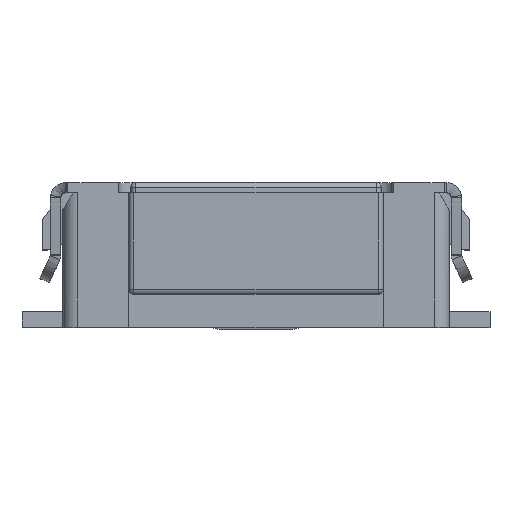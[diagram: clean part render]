
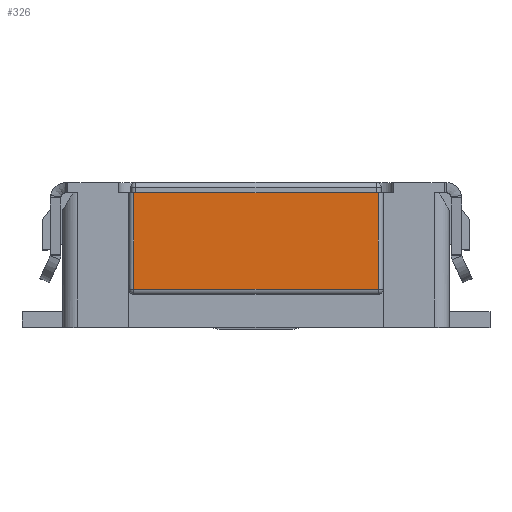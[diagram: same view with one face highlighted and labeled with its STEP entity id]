
A CAD part, top view. The second image highlights one B-rep face of the part: STEP entity #326.
In plain terms, the highlighted planar face has unit normal (0, -0.018, 1).
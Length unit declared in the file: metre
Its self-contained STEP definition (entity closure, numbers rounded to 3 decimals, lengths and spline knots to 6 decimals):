
#326 = ADVANCED_FACE( '', ( #972 ), #973, .T. );
#972 = FACE_OUTER_BOUND( '', #2143, .T. );
#973 = PLANE( '', #2144 );
#2143 = EDGE_LOOP( '', ( #4702, #4703, #4704, #4705 ) );
#2144 = AXIS2_PLACEMENT_3D( '', #4706, #4707, #4708 );
#4702 = ORIENTED_EDGE( '', *, *, #5873, .F. );
#4703 = ORIENTED_EDGE( '', *, *, #6099, .F. );
#4704 = ORIENTED_EDGE( '', *, *, #5540, .T. );
#4705 = ORIENTED_EDGE( '', *, *, #5319, .F. );
#4706 = CARTESIAN_POINT( '', ( -0.0013, 0.00132, 0.00215 ) );
#4707 = DIRECTION( '', ( 0., -0.017, 1. ) );
#4708 = DIRECTION( '', ( -1., 0., 0. ) );
#5319 = EDGE_CURVE( '', #6335, #6337, #6338, .T. );
#5540 = EDGE_CURVE( '', #6746, #6337, #6749, .T. );
#5873 = EDGE_CURVE( '', #7300, #6335, #7302, .T. );
#6099 = EDGE_CURVE( '', #6746, #7300, #7623, .T. );
#6335 = VERTEX_POINT( '', #7941 );
#6337 = VERTEX_POINT( '', #7943 );
#6338 = LINE( '', #7944, #7945 );
#6746 = VERTEX_POINT( '', #8604 );
#6749 = LINE( '', #8611, #8612 );
#7300 = VERTEX_POINT( '', #9574 );
#7302 = LINE( '', #9580, #9581 );
#7623 = LINE( '', #10204, #10205 );
#7941 = CARTESIAN_POINT( '', ( 0.0012, 0.000369, 0.002133 ) );
#7943 = CARTESIAN_POINT( '', ( -0.0012, 0.000369, 0.002133 ) );
#7944 = CARTESIAN_POINT( '', ( 0.0012, 0.000369, 0.002133 ) );
#7945 = VECTOR( '', #10501, 1. );
#8604 = CARTESIAN_POINT( '', ( -0.0012, 0.00132, 0.00215 ) );
#8611 = CARTESIAN_POINT( '', ( -0.0012, 0.00132, 0.00215 ) );
#8612 = VECTOR( '', #10780, 1. );
#9574 = CARTESIAN_POINT( '', ( 0.0012, 0.00132, 0.00215 ) );
#9580 = CARTESIAN_POINT( '', ( 0.0012, 0.00132, 0.00215 ) );
#9581 = VECTOR( '', #11191, 1. );
#10204 = CARTESIAN_POINT( '', ( -0.0012, 0.00132, 0.00215 ) );
#10205 = VECTOR( '', #11477, 1. );
#10501 = DIRECTION( '', ( -1., 0., 0. ) );
#10780 = DIRECTION( '', ( 0., -1., -0.017 ) );
#11191 = DIRECTION( '', ( 0., -1., -0.017 ) );
#11477 = DIRECTION( '', ( 1., 0., 0. ) );
